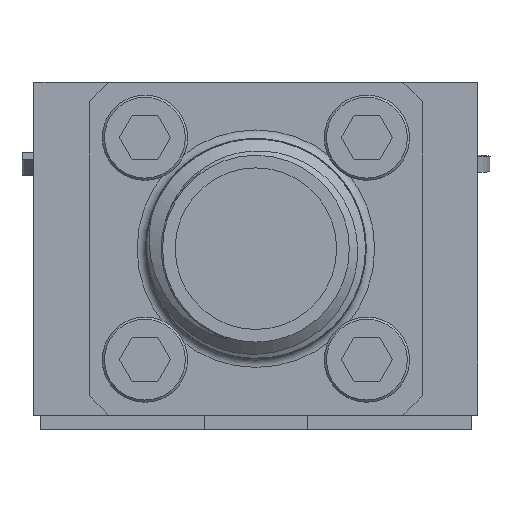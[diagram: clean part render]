
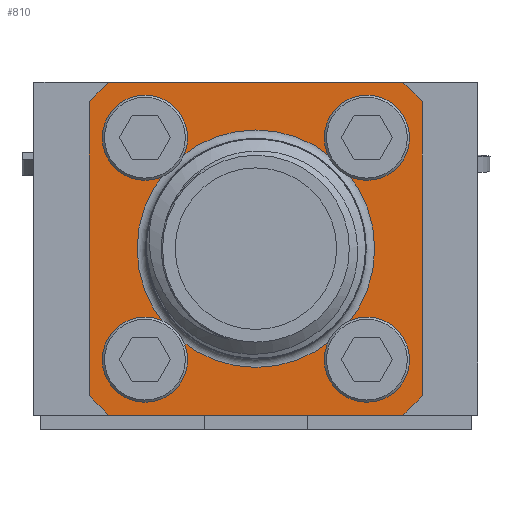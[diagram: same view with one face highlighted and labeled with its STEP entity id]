
A CAD part, front view. The second image highlights one B-rep face of the part: STEP entity #810.
In plain terms, the highlighted face is planar.
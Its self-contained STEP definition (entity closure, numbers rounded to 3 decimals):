
#810 = ADVANCED_FACE( '', ( #1868, #1869, #1870, #1871, #1872, #1873 ), #1874, .F. );
#1868 = FACE_BOUND( '', #3652, .T. );
#1869 = FACE_BOUND( '', #3653, .T. );
#1870 = FACE_BOUND( '', #3654, .T. );
#1871 = FACE_BOUND( '', #3655, .T. );
#1872 = FACE_BOUND( '', #3656, .T. );
#1873 = FACE_OUTER_BOUND( '', #3657, .T. );
#1874 = PLANE( '', #3658 );
#3652 = EDGE_LOOP( '', ( #14515 ) );
#3653 = EDGE_LOOP( '', ( #14516 ) );
#3654 = EDGE_LOOP( '', ( #14517 ) );
#3655 = EDGE_LOOP( '', ( #14518 ) );
#3656 = EDGE_LOOP( '', ( #14519 ) );
#3657 = EDGE_LOOP( '', ( #14520, #14521, #14522, #14523, #14524, #14525, #14526, #14527 ) );
#3658 = AXIS2_PLACEMENT_3D( '', #14528, #14529, #14530 );
#14515 = ORIENTED_EDGE( '', *, *, #18293, .T. );
#14516 = ORIENTED_EDGE( '', *, *, #18294, .T. );
#14517 = ORIENTED_EDGE( '', *, *, #18295, .T. );
#14518 = ORIENTED_EDGE( '', *, *, #18296, .T. );
#14519 = ORIENTED_EDGE( '', *, *, #18297, .T. );
#14520 = ORIENTED_EDGE( '', *, *, #18298, .F. );
#14521 = ORIENTED_EDGE( '', *, *, #18299, .F. );
#14522 = ORIENTED_EDGE( '', *, *, #18300, .F. );
#14523 = ORIENTED_EDGE( '', *, *, #18301, .F. );
#14524 = ORIENTED_EDGE( '', *, *, #18173, .F. );
#14525 = ORIENTED_EDGE( '', *, *, #18302, .F. );
#14526 = ORIENTED_EDGE( '', *, *, #18303, .F. );
#14527 = ORIENTED_EDGE( '', *, *, #18304, .F. );
#14528 = CARTESIAN_POINT( '', ( 0., 0., 1.651 ) );
#14529 = DIRECTION( '', ( 0., 0., -1. ) );
#14530 = DIRECTION( '', ( -1., 0., 0. ) );
#18173 = EDGE_CURVE( '', #19724, #19725, #19726, .T. );
#18293 = EDGE_CURVE( '', #19926, #19926, #19927, .T. );
#18294 = EDGE_CURVE( '', #19928, #19928, #19929, .T. );
#18295 = EDGE_CURVE( '', #19930, #19930, #19931, .T. );
#18296 = EDGE_CURVE( '', #19932, #19932, #19933, .T. );
#18297 = EDGE_CURVE( '', #19934, #19934, #19935, .T. );
#18298 = EDGE_CURVE( '', #19936, #19937, #19938, .T. );
#18299 = EDGE_CURVE( '', #19939, #19936, #19940, .T. );
#18300 = EDGE_CURVE( '', #19941, #19939, #19942, .T. );
#18301 = EDGE_CURVE( '', #19725, #19941, #19943, .T. );
#18302 = EDGE_CURVE( '', #19944, #19724, #19945, .T. );
#18303 = EDGE_CURVE( '', #19946, #19944, #19947, .T. );
#18304 = EDGE_CURVE( '', #19937, #19946, #19948, .T. );
#19724 = VERTEX_POINT( '', #22207 );
#19725 = VERTEX_POINT( '', #22208 );
#19726 = CIRCLE( '', #22209, 6.35 );
#19926 = VERTEX_POINT( '', #23185 );
#19927 = CIRCLE( '', #23186, 0.851 );
#19928 = VERTEX_POINT( '', #23187 );
#19929 = CIRCLE( '', #23188, 0.851 );
#19930 = VERTEX_POINT( '', #23189 );
#19931 = CIRCLE( '', #23190, 0.851 );
#19932 = VERTEX_POINT( '', #23191 );
#19933 = CIRCLE( '', #23192, 0.851 );
#19934 = VERTEX_POINT( '', #23193 );
#19935 = CIRCLE( '', #23194, 3.397 );
#19936 = VERTEX_POINT( '', #23195 );
#19937 = VERTEX_POINT( '', #23196 );
#19938 = CIRCLE( '', #23197, 6.35 );
#19939 = VERTEX_POINT( '', #23198 );
#19940 = LINE( '', #23199, #23200 );
#19941 = VERTEX_POINT( '', #23201 );
#19942 = CIRCLE( '', #23202, 6.35 );
#19943 = LINE( '', #23203, #23204 );
#19944 = VERTEX_POINT( '', #23205 );
#19945 = LINE( '', #23206, #23207 );
#19946 = VERTEX_POINT( '', #23208 );
#19947 = CIRCLE( '', #23209, 6.35 );
#19948 = LINE( '', #23210, #23211 );
#22207 = CARTESIAN_POINT( '', ( 4.763, -4.2, 1.651 ) );
#22208 = CARTESIAN_POINT( '', ( 4.2, -4.763, 1.651 ) );
#22209 = AXIS2_PLACEMENT_3D( '', #29309, #29310, #29311 );
#23185 = CARTESIAN_POINT( '', ( -4.026, -3.175, 1.651 ) );
#23186 = AXIS2_PLACEMENT_3D( '', #29422, #29423, #29424 );
#23187 = CARTESIAN_POINT( '', ( -4.026, 3.175, 1.651 ) );
#23188 = AXIS2_PLACEMENT_3D( '', #29425, #29426, #29427 );
#23189 = CARTESIAN_POINT( '', ( 2.324, 3.175, 1.651 ) );
#23190 = AXIS2_PLACEMENT_3D( '', #29428, #29429, #29430 );
#23191 = CARTESIAN_POINT( '', ( 2.324, -3.175, 1.651 ) );
#23192 = AXIS2_PLACEMENT_3D( '', #29431, #29432, #29433 );
#23193 = CARTESIAN_POINT( '', ( -3.397, 0., 1.651 ) );
#23194 = AXIS2_PLACEMENT_3D( '', #29434, #29435, #29436 );
#23195 = CARTESIAN_POINT( '', ( -4.763, 4.2, 1.651 ) );
#23196 = CARTESIAN_POINT( '', ( -4.2, 4.763, 1.651 ) );
#23197 = AXIS2_PLACEMENT_3D( '', #29437, #29438, #29439 );
#23198 = CARTESIAN_POINT( '', ( -4.763, -4.2, 1.651 ) );
#23199 = CARTESIAN_POINT( '', ( -4.763, 0., 1.651 ) );
#23200 = VECTOR( '', #29440, 1000. );
#23201 = CARTESIAN_POINT( '', ( -4.2, -4.763, 1.651 ) );
#23202 = AXIS2_PLACEMENT_3D( '', #29441, #29442, #29443 );
#23203 = CARTESIAN_POINT( '', ( 0., -4.763, 1.651 ) );
#23204 = VECTOR( '', #29444, 1000. );
#23205 = CARTESIAN_POINT( '', ( 4.763, 4.2, 1.651 ) );
#23206 = CARTESIAN_POINT( '', ( 4.763, 0., 1.651 ) );
#23207 = VECTOR( '', #29445, 1000. );
#23208 = CARTESIAN_POINT( '', ( 4.2, 4.763, 1.651 ) );
#23209 = AXIS2_PLACEMENT_3D( '', #29446, #29447, #29448 );
#23210 = CARTESIAN_POINT( '', ( 0., 4.763, 1.651 ) );
#23211 = VECTOR( '', #29449, 1000. );
#29309 = CARTESIAN_POINT( '', ( 0., 0., 1.651 ) );
#29310 = DIRECTION( '', ( 0., 0., -1. ) );
#29311 = DIRECTION( '', ( -1., 0., 0. ) );
#29422 = CARTESIAN_POINT( '', ( -3.175, -3.175, 1.651 ) );
#29423 = DIRECTION( '', ( 0., 0., -1. ) );
#29424 = DIRECTION( '', ( -1., 0., 0. ) );
#29425 = CARTESIAN_POINT( '', ( -3.175, 3.175, 1.651 ) );
#29426 = DIRECTION( '', ( 0., 0., -1. ) );
#29427 = DIRECTION( '', ( -1., 0., 0. ) );
#29428 = CARTESIAN_POINT( '', ( 3.175, 3.175, 1.651 ) );
#29429 = DIRECTION( '', ( 0., 0., -1. ) );
#29430 = DIRECTION( '', ( -1., 0., 0. ) );
#29431 = CARTESIAN_POINT( '', ( 3.175, -3.175, 1.651 ) );
#29432 = DIRECTION( '', ( 0., 0., -1. ) );
#29433 = DIRECTION( '', ( -1., 0., 0. ) );
#29434 = CARTESIAN_POINT( '', ( 0., 0., 1.651 ) );
#29435 = DIRECTION( '', ( 0., 0., -1. ) );
#29436 = DIRECTION( '', ( -1., 0., 0. ) );
#29437 = CARTESIAN_POINT( '', ( 0., 0., 1.651 ) );
#29438 = DIRECTION( '', ( 0., 0., -1. ) );
#29439 = DIRECTION( '', ( -1., 0., 0. ) );
#29440 = DIRECTION( '', ( 0., 1., 0. ) );
#29441 = CARTESIAN_POINT( '', ( 0., 0., 1.651 ) );
#29442 = DIRECTION( '', ( 0., 0., -1. ) );
#29443 = DIRECTION( '', ( -1., 0., 0. ) );
#29444 = DIRECTION( '', ( -1., 0., 0. ) );
#29445 = DIRECTION( '', ( 0., -1., 0. ) );
#29446 = CARTESIAN_POINT( '', ( 0., 0., 1.651 ) );
#29447 = DIRECTION( '', ( 0., 0., -1. ) );
#29448 = DIRECTION( '', ( -1., 0., 0. ) );
#29449 = DIRECTION( '', ( 1., 0., 0. ) );
